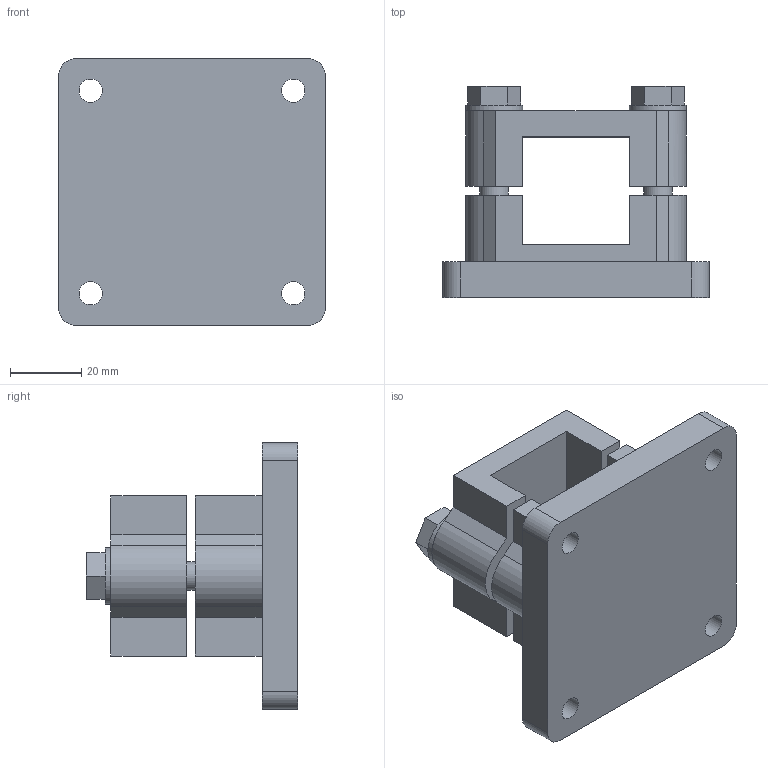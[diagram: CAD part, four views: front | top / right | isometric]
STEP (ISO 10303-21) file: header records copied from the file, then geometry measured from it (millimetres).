
FILE_DESCRIPTION( ( 'STEP AP214' ), '1' );
FILE_NAME( 'K0480.5230.stp', '2020-12-08T10:23:44', ( '' ), ( '' ), ' ', 'PARTsolutions', ' ' );
FILE_SCHEMA( ( 'AUTOMOTIVE_DESIGN { 1 0 10303 214 1 1 1 1 }' ) );
Length unit declared in the file: millimetre
Products named in the file (1): _K0480.5230
Bounding box: 75 x 59.4 x 75 mm (x, y, z)
Volume: 110834.4 mm3; surface area: 28383 mm2
Topology: 1 solids, 1 shells, 69 faces, 186 edges, 124 vertices
Faces by surface type: plane 53, cylinder 16
Full cylindrical faces by diameter (mm): 6.5 x4, 8 x2, 16 x2
Entity records: 2666 total; most frequent: CARTESIAN_POINT 364, DIRECTION 348, ORIENTED_EDGE 348, EDGE_CURVE 174, LINE 140, VECTOR 140, VERTEX_POINT 120, AXIS2_PLACEMENT_3D 104
